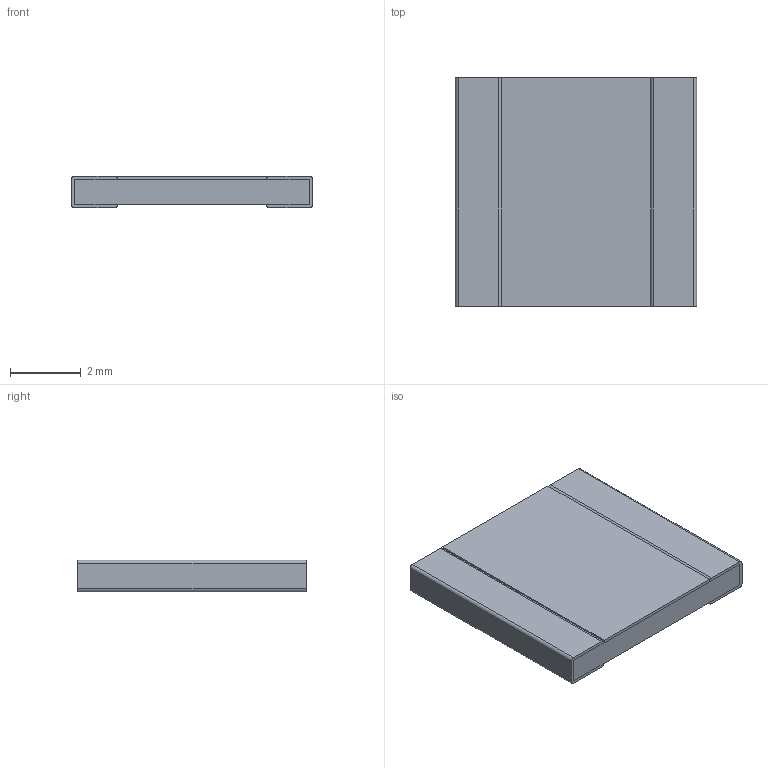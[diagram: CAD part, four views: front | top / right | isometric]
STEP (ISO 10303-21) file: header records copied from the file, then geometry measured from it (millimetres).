
FILE_DESCRIPTION(/* description */ ('model of R_Stackpole_CSS2725_3m'),/* implementation_level */ '2;1');
FILE_NAME(/* name */ 'R_Stackpole_CSS2725_3m.step',/* time_stamp */ '2018-02-11T22:25:22',/* author */ ('kicad StepUp','ksu'),/* organization */ ('FreeCAD'),/* preprocessor_version */ 'OCC',/* originating_system */ 'kicad StepUp',/* authorisation */ '');
FILE_SCHEMA(('AUTOMOTIVE_DESIGN_CC2 { 1 2 10303 214 -1 1 5 4 }'));
Length unit declared in the file: millimetre
Products named in the file (2): ASSEMBLY; R_Stackpole_CSS2725_3m
Assembly tree (1 placements, depth 2):
  ASSEMBLY
    R_Stackpole_CSS2725_3m
Bounding box: 6.81 x 6.45 x 0.89 mm (x, y, z)
Volume: 36.6 mm3; surface area: 112.1 mm2
Topology: 1 solids, 1 shells, 26 faces, 68 edges, 44 vertices
Faces by surface type: plane 18, cylinder 8
Entity records: 1010 total; most frequent: CARTESIAN_POINT 140, DIRECTION 140, ORIENTED_EDGE 136, EDGE_CURVE 68, LINE 52, VECTOR 52, AXIS2_PLACEMENT_3D 44, VERTEX_POINT 44
